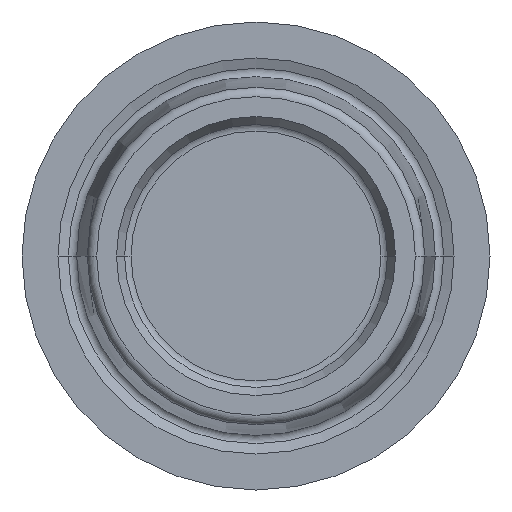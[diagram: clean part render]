
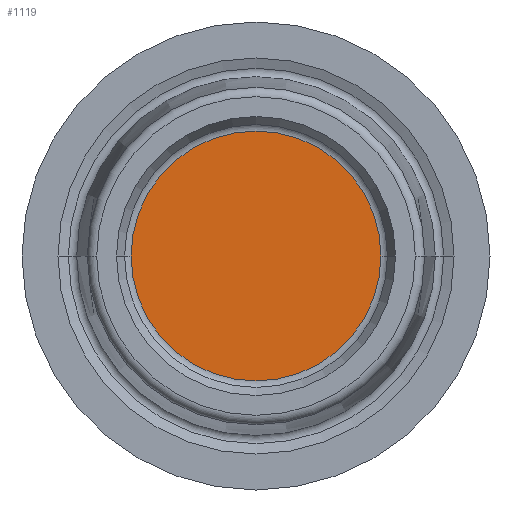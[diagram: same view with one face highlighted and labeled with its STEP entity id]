
A CAD part, left-side view. The second image highlights one B-rep face of the part: STEP entity #1119.
In plain terms, the highlighted planar face has unit normal (-1, 0, 0).
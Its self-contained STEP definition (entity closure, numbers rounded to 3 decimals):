
#213=CARTESIAN_POINT('',(5.95,0.,0.));
#214=DIRECTION('',(-1.,0.,0.));
#215=DIRECTION('',(0.,1.,0.));
#216=AXIS2_PLACEMENT_3D('',#213,#214,#215);
#223=CARTESIAN_POINT('',(5.95,0.,0.));
#224=DIRECTION('',(1.,0.,0.));
#225=DIRECTION('',(0.,1.,0.));
#226=AXIS2_PLACEMENT_3D('',#223,#224,#225);
#668=CARTESIAN_POINT('',(5.95,6.675,0.));
#670=VERTEX_POINT('',#668);
#672=CARTESIAN_POINT('',(5.95,-6.675,0.));
#674=VERTEX_POINT('',#672);
#1110=CARTESIAN_POINT('',(5.95,0.,0.));
#1111=DIRECTION('',(1.,0.,0.));
#1112=DIRECTION('',(0.,-1.,0.));
#1113=AXIS2_PLACEMENT_3D('',#1110,#1111,#1112);
#1114=PLANE('',#1113);
#1115=ORIENTED_EDGE('',*,*,#1105,.T.);
#1116=ORIENTED_EDGE('',*,*,#1089,.F.);
#1117=EDGE_LOOP('',(#1115,#1116));
#1118=FACE_OUTER_BOUND('',#1117,.F.);
#1119=ADVANCED_FACE('',(#1118),#1114,.F.);
#217=CIRCLE('',#216,6.675);
#227=CIRCLE('',#226,6.675);
#1089=EDGE_CURVE('',#670,#674,#217,.T.);
#1105=EDGE_CURVE('',#670,#674,#227,.T.);
